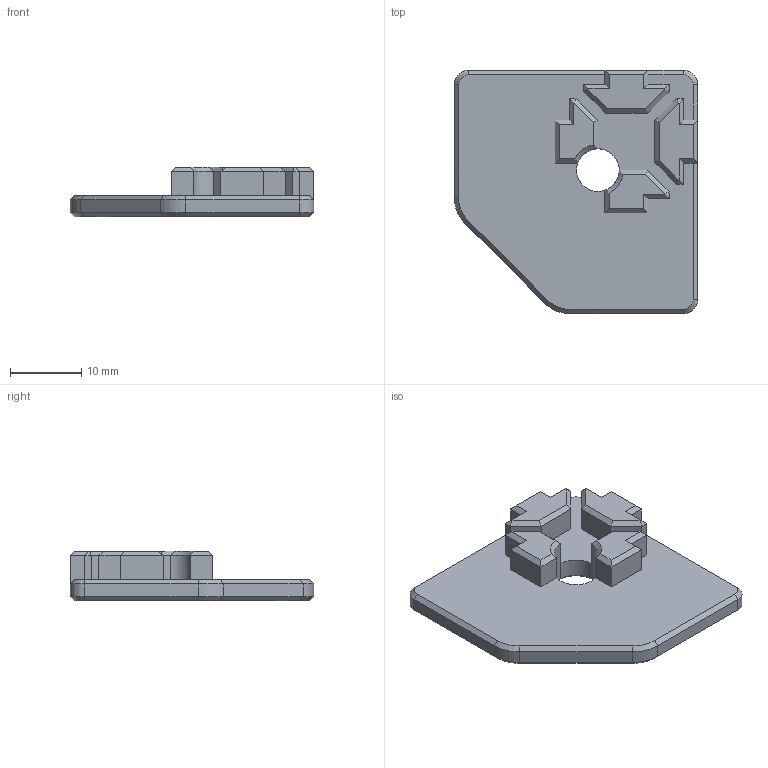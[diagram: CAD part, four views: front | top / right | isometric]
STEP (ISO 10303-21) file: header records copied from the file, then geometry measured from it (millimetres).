
FILE_DESCRIPTION((''),'2;1');
FILE_NAME('FRAME_CORNER_AA','2021-06-05T',('Pa'),(''),'PRO/ENGINEER BY PARAMETRIC TECHNOLOGY CORPORATION, 2012230','PRO/ENGINEER BY PARAMETRIC TECHNOLOGY CORPORATION, 2012230','');
FILE_SCHEMA(('CONFIG_CONTROL_DESIGN'));
Length unit declared in the file: millimetre
Products named in the file (1): FRAME_CORNER_AA
Bounding box: 34.14 x 34.14 x 7 mm (x, y, z)
Volume: 3755.5 mm3; surface area: 2843.5 mm2
Topology: 1 solids, 1 shells, 110 faces, 265 edges, 157 vertices
Faces by surface type: plane 89, cone 14, cylinder 7
Entity records: 3130 total; most frequent: CARTESIAN_POINT 540, ORIENTED_EDGE 530, DIRECTION 512, EDGE_CURVE 265, VECTOR 230, LINE 230, VERTEX_POINT 157, AXIS2_PLACEMENT_3D 141
